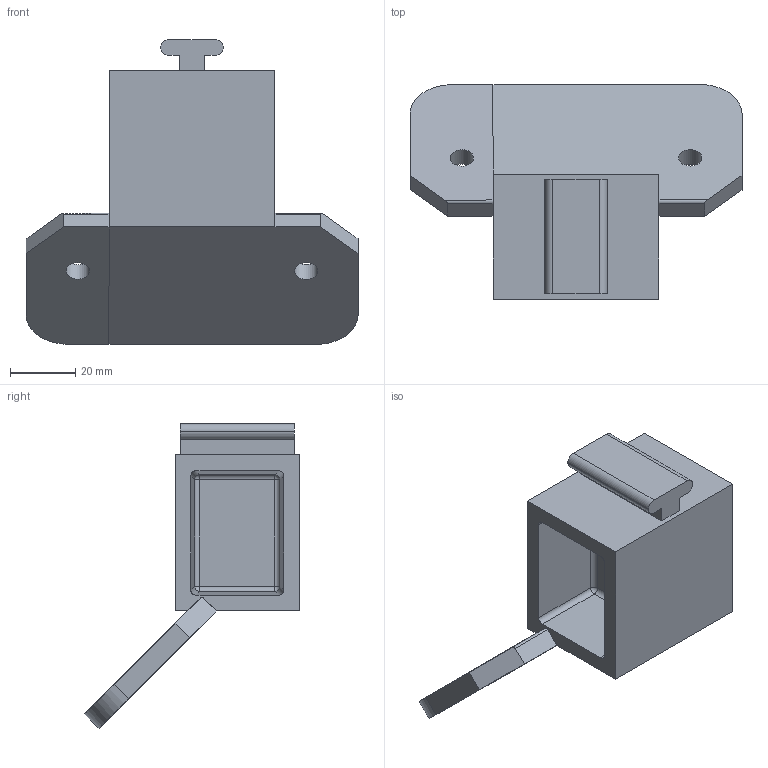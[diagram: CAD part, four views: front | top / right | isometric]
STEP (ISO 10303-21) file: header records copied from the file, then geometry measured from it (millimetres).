
FILE_DESCRIPTION(('CATIA V5 STEP Exchange','CAx-IF Rec.Pracs.--- Model Styling and Organization---1.5--- 2016-08-15','CAx-IF Rec.Pracs.---Supplemental Geometry---1.0---2011-11-01','CAx-IF Rec.Pracs.--- Composite Materials ---1.1---2010-07-15'),'2;1');
FILE_NAME('DE56-F 1.50 INDEX PADDLE 05-10-21.stp','2021-07-22T14:48:46+00:00',('none'),('none'),'CATIA Version 5-6 Release 2020 SP3 HF5','CATIA V5 STEP AP214 Edition 3 v2','none');
FILE_SCHEMA(('AUTOMOTIVE_DESIGN { 1 0 10303 214 3 1 1 1 }'));
Length unit declared in the file: inch
Products named in the file (1): DE56-F 1.50 INDEX PADDLE 2
Bounding box: 101.6 x 65.81 x 93.26 mm (x, y, z)
Volume: 83457.3 mm3; surface area: 29738.1 mm2
Topology: 1 solids, 1 shells, 107 faces, 276 edges, 162 vertices
Faces by surface type: plane 43, cylinder 38, sphere 12, bspline 8, torus 5, cone 1
Entity records: 3517 total; most frequent: CARTESIAN_POINT 1194, ORIENTED_EDGE 528, DIRECTION 366, EDGE_CURVE 264, AXIS2_PLACEMENT_3D 166, VERTEX_POINT 162, VECTOR 120, LINE 120
